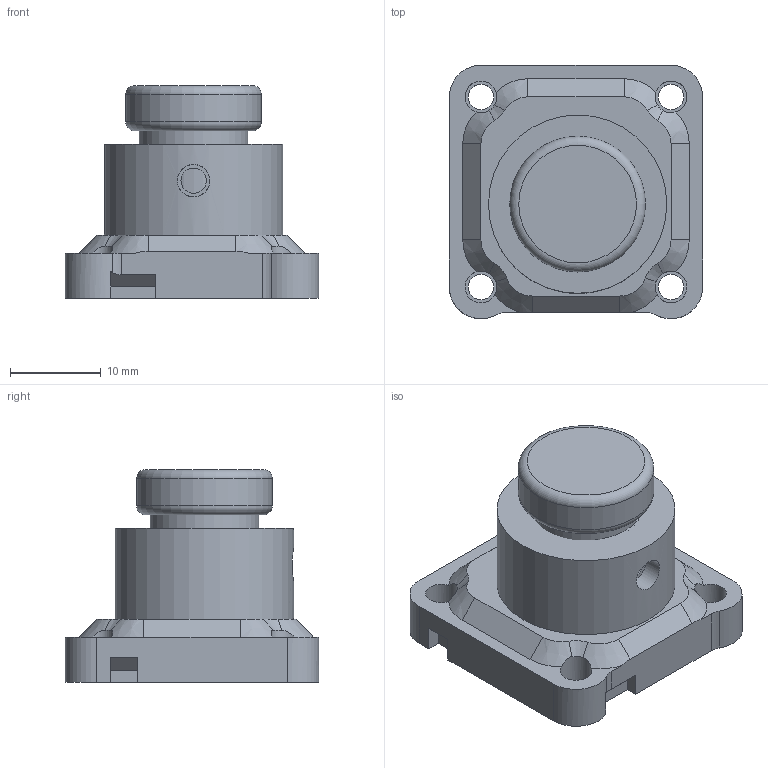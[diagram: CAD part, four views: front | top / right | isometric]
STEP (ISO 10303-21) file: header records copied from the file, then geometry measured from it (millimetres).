
FILE_DESCRIPTION( ( '' ), ' ' );
FILE_NAME( '5981f75588ec050f1f3e846c.step', '2017-08-02T16:01:25', ( '' ), ( '' ), ' ', ' ', ' ' );
FILE_SCHEMA( ( 'AUTOMOTIVE_DESIGN { 1 0 10303 214 1 1 1 1 }' ) );
Length unit declared in the file: metre
Products named in the file (3): Assem1; lens_holder; Part 1
Assembly tree (2 placements, depth 2):
  Assem1
    lens_holder
    Part 1
Bounding box: 28 x 28 x 23.5 mm (x, y, z)
Volume: 6554.1 mm3; surface area: 4659.1 mm2
Topology: 2 solids, 2 shells, 113 faces, 301 edges, 187 vertices
Faces by surface type: cylinder 37, plane 37, cone 24, bspline 13, torus 2
Full cylindrical faces by diameter (mm): 2.8 x5, 3.5 x4, 3.6 x1, 12 x1, 15 x1, 19.7 x1
Entity records: 12660 total; most frequent: CARTESIAN_POINT 9994, ORIENTED_EDGE 544, DIRECTION 502, EDGE_CURVE 272, AXIS2_PLACEMENT_3D 196, VERTEX_POINT 181, EDGE_LOOP 143, FACE_OUTER_BOUND 128
